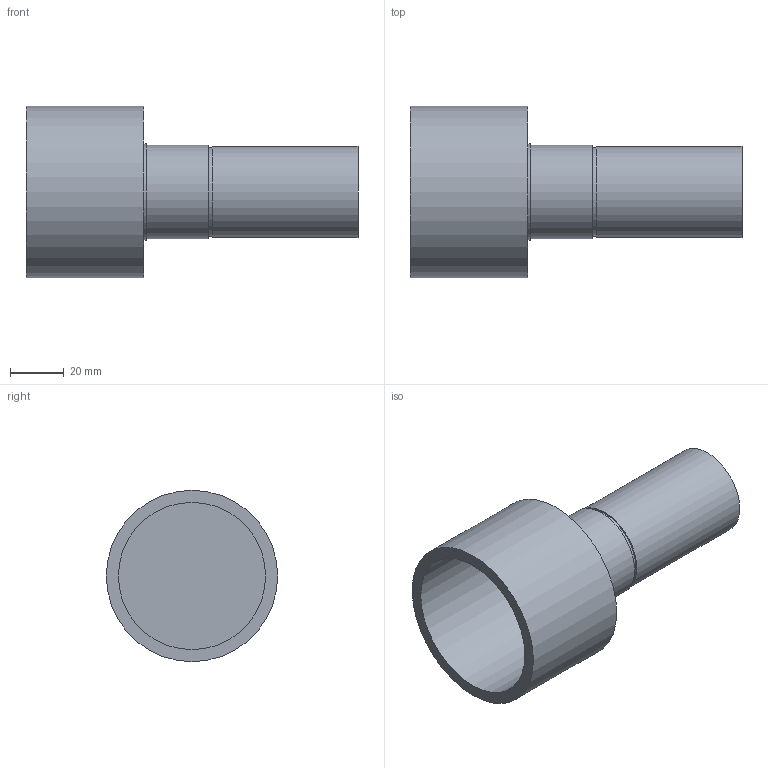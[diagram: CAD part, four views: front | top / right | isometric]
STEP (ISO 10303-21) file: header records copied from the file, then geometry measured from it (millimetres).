
FILE_DESCRIPTION(('FreeCAD Model'),'2;1');
FILE_NAME('Open CASCADE Shape Model','2024-09-26T07:20:48',(''),(''), 'Open CASCADE STEP processor 7.6','FreeCAD','Unknown');
FILE_SCHEMA(('AUTOMOTIVE_DESIGN { 1 0 10303 214 1 1 1 1 }'));
Length unit declared in the file: millimetre
Products named in the file (1): Arbre inter douilles cannelées 24.30800-7163
Bounding box: 124 x 64 x 64 mm (x, y, z)
Volume: 95790.1 mm3; surface area: 34434.7 mm2
Topology: 1 solids, 1 shells, 15 faces, 21 edges, 14 vertices
Faces by surface type: plane 8, cylinder 7
Full cylindrical faces by diameter (mm): 28 x1, 33 x1, 34 x1, 35 x1, 36 x1, 55 x1, 64 x1
Entity records: 624 total; most frequent: DIRECTION 109, CARTESIAN_POINT 93, ORIENTED_EDGE 42, PCURVE 42, DEFINITIONAL_REPRESENTATION 42, LINE 35, VECTOR 35, AXIS2_PLACEMENT_3D 30
